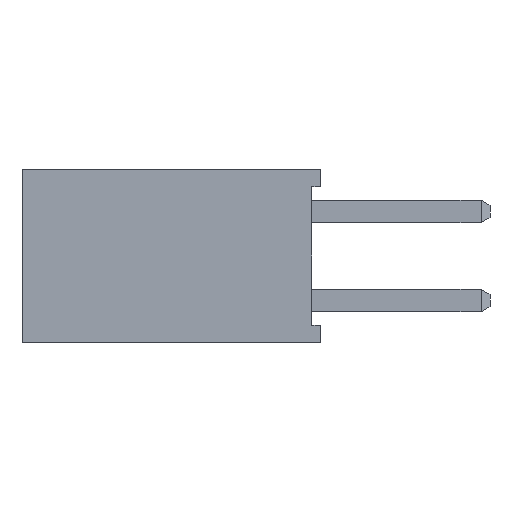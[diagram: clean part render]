
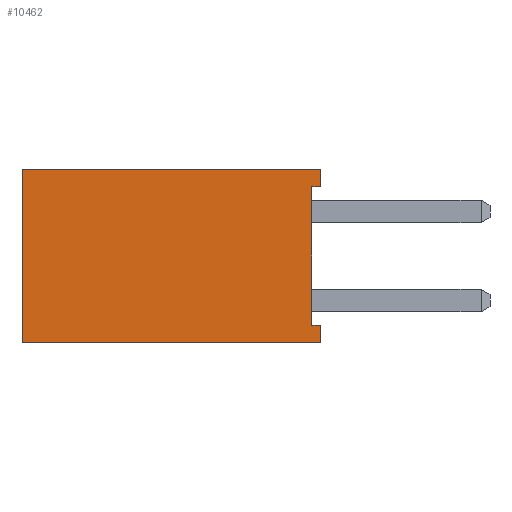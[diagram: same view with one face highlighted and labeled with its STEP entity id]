
A CAD part, left-side view. The second image highlights one B-rep face of the part: STEP entity #10462.
In plain terms, the highlighted planar face has unit normal (-1, 0, 0).
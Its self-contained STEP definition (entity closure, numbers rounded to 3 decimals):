
#150=FACE_OUTER_BOUND('',#766,.T.);
#766=EDGE_LOOP('',(#7137,#7138,#7139,#7140,#7141,#7142,#7143,#7144));
#1402=LINE('',#14483,#2878);
#1508=LINE('',#14685,#2984);
#1542=LINE('',#14744,#3018);
#1557=LINE('',#14772,#3033);
#1638=LINE('',#14935,#3114);
#1639=LINE('',#14936,#3115);
#1640=LINE('',#14938,#3116);
#1641=LINE('',#14939,#3117);
#2878=VECTOR('',#11725,1000.);
#2984=VECTOR('',#11833,1000.);
#3018=VECTOR('',#11869,1000.);
#3033=VECTOR('',#11898,1000.);
#3114=VECTOR('',#11981,1000.);
#3115=VECTOR('',#11982,1000.);
#3116=VECTOR('',#11983,1000.);
#3117=VECTOR('',#11984,1000.);
#4352=VERTEX_POINT('',#14480);
#4353=VERTEX_POINT('',#14482);
#4447=VERTEX_POINT('',#14682);
#4448=VERTEX_POINT('',#14684);
#4471=VERTEX_POINT('',#14741);
#4472=VERTEX_POINT('',#14743);
#4559=VERTEX_POINT('',#14934);
#4560=VERTEX_POINT('',#14937);
#5338=EDGE_CURVE('',#4352,#4353,#1402,.T.);
#5444=EDGE_CURVE('',#4448,#4447,#1508,.T.);
#5478=EDGE_CURVE('',#4472,#4471,#1542,.T.);
#5493=EDGE_CURVE('',#4472,#4352,#1557,.T.);
#5574=EDGE_CURVE('',#4447,#4559,#1638,.T.);
#5575=EDGE_CURVE('',#4559,#4353,#1639,.T.);
#5576=EDGE_CURVE('',#4471,#4560,#1640,.T.);
#5577=EDGE_CURVE('',#4560,#4448,#1641,.T.);
#7137=ORIENTED_EDGE('',*,*,#5574,.T.);
#7138=ORIENTED_EDGE('',*,*,#5575,.T.);
#7139=ORIENTED_EDGE('',*,*,#5338,.F.);
#7140=ORIENTED_EDGE('',*,*,#5493,.F.);
#7141=ORIENTED_EDGE('',*,*,#5478,.T.);
#7142=ORIENTED_EDGE('',*,*,#5576,.T.);
#7143=ORIENTED_EDGE('',*,*,#5577,.T.);
#7144=ORIENTED_EDGE('',*,*,#5444,.T.);
#9886=PLANE('',#11079);
#10462=ADVANCED_FACE('',(#150),#9886,.F.);
#11079=AXIS2_PLACEMENT_3D('',#14933,#11979,#11980);
#11725=DIRECTION('',(0.,-1.,0.));
#11833=DIRECTION('',(0.,0.,1.));
#11869=DIRECTION('',(0.,-1.,0.));
#11898=DIRECTION('',(0.,0.,1.));
#11979=DIRECTION('center_axis',(1.,0.,0.));
#11980=DIRECTION('ref_axis',(0.,0.,-1.));
#11981=DIRECTION('',(0.,-1.,0.));
#11982=DIRECTION('',(0.,0.,1.));
#11983=DIRECTION('',(0.,0.,1.));
#11984=DIRECTION('',(0.,1.,0.));
#14480=CARTESIAN_POINT('',(-12.954,8.509,2.477));
#14482=CARTESIAN_POINT('',(-12.954,0.,2.477));
#14483=CARTESIAN_POINT('',(-12.954,8.509,2.477));
#14682=CARTESIAN_POINT('',(-12.954,0.254,1.969));
#14684=CARTESIAN_POINT('',(-12.954,0.254,-1.969));
#14685=CARTESIAN_POINT('',(-12.954,0.254,-1.969));
#14741=CARTESIAN_POINT('',(-12.954,0.,-2.477));
#14743=CARTESIAN_POINT('',(-12.954,8.509,-2.477));
#14744=CARTESIAN_POINT('',(-12.954,8.509,-2.477));
#14772=CARTESIAN_POINT('',(-12.954,8.509,-2.477));
#14933=CARTESIAN_POINT('Origin',(-12.954,8.509,-2.477));
#14934=CARTESIAN_POINT('',(-12.954,0.,1.969));
#14935=CARTESIAN_POINT('',(-12.954,0.254,1.969));
#14936=CARTESIAN_POINT('',(-12.954,0.,-2.477));
#14937=CARTESIAN_POINT('',(-12.954,0.,-1.969));
#14938=CARTESIAN_POINT('',(-12.954,0.,-2.477));
#14939=CARTESIAN_POINT('',(-12.954,0.,-1.969));
